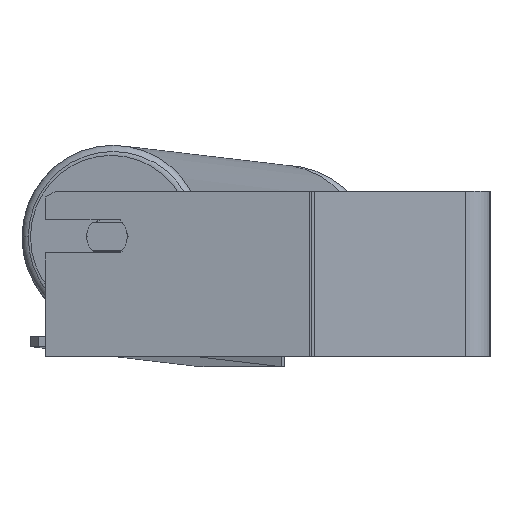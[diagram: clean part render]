
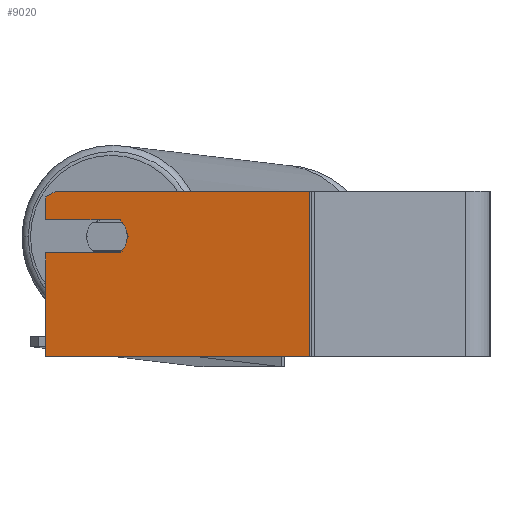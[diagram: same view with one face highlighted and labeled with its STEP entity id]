
A CAD part, left-side view. The second image highlights one B-rep face of the part: STEP entity #9020.
In plain terms, the highlighted planar face has unit normal (-0.985, 0.174, 0).
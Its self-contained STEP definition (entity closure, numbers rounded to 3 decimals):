
#14 = CARTESIAN_POINT ( 'NONE',  ( -739.229, 175.681, 18. ) ) ;
#177 = LINE ( 'NONE', #3874, #1009 ) ;
#225 = CARTESIAN_POINT ( 'NONE',  ( -732.283, 215.074, 40. ) ) ;
#282 = AXIS2_PLACEMENT_3D ( 'NONE', #6868, #6220, #8344 ) ;
#350 = ORIENTED_EDGE ( 'NONE', *, *, #5097, .F. ) ;
#409 = AXIS2_PLACEMENT_3D ( 'NONE', #3883, #7348, #8916 ) ;
#631 = CARTESIAN_POINT ( 'NONE',  ( -732.283, 215.074, -40. ) ) ;
#800 = DIRECTION ( 'NONE',  ( -0.174, -0.985, 0. ) ) ;
#851 = VERTEX_POINT ( 'NONE', #1726 ) ;
#1009 = VECTOR ( 'NONE', #800, 1000. ) ;
#1151 = VECTOR ( 'NONE', #3686, 1000. ) ;
#1187 = VECTOR ( 'NONE', #5420, 1000. ) ;
#1213 = CARTESIAN_POINT ( 'NONE',  ( -738.535, 179.62, 26. ) ) ;
#1237 = DIRECTION ( 'NONE',  ( 0.15, 0.853, -0.5 ) ) ;
#1329 = DIRECTION ( 'NONE',  ( -0.174, -0.985, 0. ) ) ;
#1430 = VECTOR ( 'NONE', #6602, 1000. ) ;
#1452 = EDGE_CURVE ( 'NONE', #7289, #851, #6997, .T. ) ;
#1704 = EDGE_CURVE ( 'NONE', #3483, #3157, #8969, .T. ) ;
#1726 = CARTESIAN_POINT ( 'NONE',  ( -732.283, 215.074, 37.113 ) ) ;
#1996 = LINE ( 'NONE', #631, #9368 ) ;
#2195 = VECTOR ( 'NONE', #1237, 1000. ) ;
#2367 = ORIENTED_EDGE ( 'NONE', *, *, #2588, .T. ) ;
#2377 = EDGE_CURVE ( 'NONE', #9147, #9366, #3777, .T. ) ;
#2496 = PLANE ( 'NONE',  #282 ) ;
#2588 = EDGE_CURVE ( 'NONE', #5600, #8418, #5101, .T. ) ;
#3071 = EDGE_CURVE ( 'NONE', #6124, #9147, #3297, .T. ) ;
#3122 = CARTESIAN_POINT ( 'NONE',  ( -754.818, 87.275, 40. ) ) ;
#3139 = ORIENTED_EDGE ( 'NONE', *, *, #1452, .T. ) ;
#3157 = VERTEX_POINT ( 'NONE', #6692 ) ;
#3297 = CIRCLE ( 'NONE', #409, 10. ) ;
#3325 = FACE_OUTER_BOUND ( 'NONE', #3982, .T. ) ;
#3342 = ORIENTED_EDGE ( 'NONE', *, *, #5147, .T. ) ;
#3483 = VERTEX_POINT ( 'NONE', #3122 ) ;
#3554 = EDGE_CURVE ( 'NONE', #5600, #8208, #177, .T. ) ;
#3686 = DIRECTION ( 'NONE',  ( -0.174, -0.985, 0. ) ) ;
#3723 = CARTESIAN_POINT ( 'NONE',  ( -738.535, 179.62, 10. ) ) ;
#3777 = LINE ( 'NONE', #5975, #6310 ) ;
#3786 = CARTESIAN_POINT ( 'NONE',  ( -732.283, 215.074, 26. ) ) ;
#3874 = CARTESIAN_POINT ( 'NONE',  ( -738.535, 179.62, 10. ) ) ;
#3883 = CARTESIAN_POINT ( 'NONE',  ( -737.493, 185.529, 18. ) ) ;
#3982 = EDGE_LOOP ( 'NONE', ( #7248, #3139, #3342, #8453, #4148, #350, #6816, #2367, #8591, #4012 ) ) ;
#4012 = ORIENTED_EDGE ( 'NONE', *, *, #1704, .F. ) ;
#4148 = ORIENTED_EDGE ( 'NONE', *, *, #3071, .F. ) ;
#4179 = EDGE_CURVE ( 'NONE', #8418, #3157, #1996, .T. ) ;
#4326 = CARTESIAN_POINT ( 'NONE',  ( -732.283, 215.074, -40. ) ) ;
#4488 = VECTOR ( 'NONE', #7229, 1000. ) ;
#4873 = CARTESIAN_POINT ( 'NONE',  ( -732.283, 215.074, 10. ) ) ;
#5097 = EDGE_CURVE ( 'NONE', #8208, #6124, #8918, .T. ) ;
#5101 = LINE ( 'NONE', #6561, #4488 ) ;
#5147 = EDGE_CURVE ( 'NONE', #851, #9366, #8204, .T. ) ;
#5420 = DIRECTION ( 'NONE',  ( 0., 0., -1. ) ) ;
#5600 = VERTEX_POINT ( 'NONE', #4873 ) ;
#5701 = EDGE_CURVE ( 'NONE', #7289, #3483, #6394, .T. ) ;
#5769 = DIRECTION ( 'NONE',  ( -0.174, -0.985, 0. ) ) ;
#5975 = CARTESIAN_POINT ( 'NONE',  ( -738.535, 179.62, 26. ) ) ;
#6124 = VERTEX_POINT ( 'NONE', #14 ) ;
#6220 = DIRECTION ( 'NONE',  ( 0.985, -0.174, 0. ) ) ;
#6310 = VECTOR ( 'NONE', #8841, 1000. ) ;
#6394 = LINE ( 'NONE', #7190, #1151 ) ;
#6561 = CARTESIAN_POINT ( 'NONE',  ( -732.283, 215.074, 40. ) ) ;
#6602 = DIRECTION ( 'NONE',  ( 0., 0., -1. ) ) ;
#6658 = CARTESIAN_POINT ( 'NONE',  ( -754.818, 87.275, 40. ) ) ;
#6692 = CARTESIAN_POINT ( 'NONE',  ( -754.818, 87.275, -40. ) ) ;
#6816 = ORIENTED_EDGE ( 'NONE', *, *, #3554, .F. ) ;
#6868 = CARTESIAN_POINT ( 'NONE',  ( -732.283, 215.074, 40. ) ) ;
#6997 = LINE ( 'NONE', #7705, #2195 ) ;
#7190 = CARTESIAN_POINT ( 'NONE',  ( -732.283, 215.074, 40. ) ) ;
#7229 = DIRECTION ( 'NONE',  ( 0., 0., -1. ) ) ;
#7248 = ORIENTED_EDGE ( 'NONE', *, *, #5701, .F. ) ;
#7289 = VERTEX_POINT ( 'NONE', #8364 ) ;
#7348 = DIRECTION ( 'NONE',  ( -0.985, 0.174, 0. ) ) ;
#7705 = CARTESIAN_POINT ( 'NONE',  ( -732.283, 215.074, 37.113 ) ) ;
#7834 = CARTESIAN_POINT ( 'NONE',  ( -737.493, 185.529, 18. ) ) ;
#8169 = AXIS2_PLACEMENT_3D ( 'NONE', #7834, #9307, #1329 ) ;
#8204 = LINE ( 'NONE', #225, #1187 ) ;
#8208 = VERTEX_POINT ( 'NONE', #3723 ) ;
#8344 = DIRECTION ( 'NONE',  ( 0.174, 0.985, 0. ) ) ;
#8364 = CARTESIAN_POINT ( 'NONE',  ( -733.152, 210.149, 40. ) ) ;
#8418 = VERTEX_POINT ( 'NONE', #4326 ) ;
#8453 = ORIENTED_EDGE ( 'NONE', *, *, #2377, .F. ) ;
#8591 = ORIENTED_EDGE ( 'NONE', *, *, #4179, .T. ) ;
#8841 = DIRECTION ( 'NONE',  ( 0.174, 0.985, 0. ) ) ;
#8916 = DIRECTION ( 'NONE',  ( -0.174, -0.985, 0. ) ) ;
#8918 = CIRCLE ( 'NONE', #8169, 10. ) ;
#8969 = LINE ( 'NONE', #6658, #1430 ) ;
#9020 = ADVANCED_FACE ( 'NONE', ( #3325 ), #2496, .F. ) ;
#9147 = VERTEX_POINT ( 'NONE', #1213 ) ;
#9307 = DIRECTION ( 'NONE',  ( -0.985, 0.174, 0. ) ) ;
#9366 = VERTEX_POINT ( 'NONE', #3786 ) ;
#9368 = VECTOR ( 'NONE', #5769, 1000. ) ;
